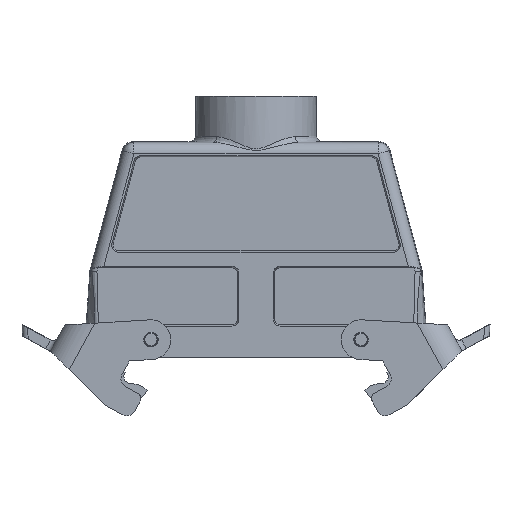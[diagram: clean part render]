
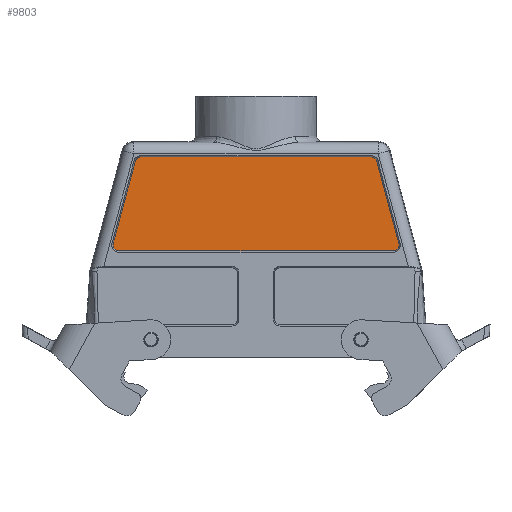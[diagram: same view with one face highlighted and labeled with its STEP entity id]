
A CAD part, front view. The second image highlights one B-rep face of the part: STEP entity #9803.
In plain terms, the highlighted planar face has unit normal (0, -1, 0).
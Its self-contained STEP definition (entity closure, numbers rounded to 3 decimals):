
#9728=CARTESIAN_POINT('',(0.0,-20.3,0.0));
#9729=DIRECTION('',(0.0,-1.0,0.0));
#9730=DIRECTION('',(0.0,0.0,-1.0));
#9731=AXIS2_PLACEMENT_3D('',#9728,#9729,#9730);
#9732=PLANE('',#9731);
#9733=CARTESIAN_POINT('',(-48.324,-20.3,28.287));
#9734=VERTEX_POINT('',#9733);
#9735=CARTESIAN_POINT('',(48.324,-20.3,28.287));
#9736=VERTEX_POINT('',#9735);
#9737=CARTESIAN_POINT('',(-48.324,-20.3,28.287));
#9738=DIRECTION('',(1.0,0.0,0.0));
#9739=VECTOR('',#9738,96.648);
#9740=LINE('',#9737,#9739);
#9741=EDGE_CURVE('',#9734,#9736,#9740,.T.);
#9742=ORIENTED_EDGE('',*,*,#9741,.T.);
#9743=CARTESIAN_POINT('',(50.317,-20.3,30.884));
#9744=VERTEX_POINT('',#9743);
#9745=CARTESIAN_POINT('',(48.324,-20.3,30.35));
#9746=DIRECTION('',(0.0,-1.0,0.0));
#9747=DIRECTION('',(0.0,0.0,-1.0));
#9748=AXIS2_PLACEMENT_3D('',#9745,#9746,#9747);
#9749=CIRCLE('',#9748,2.063);
#9750=EDGE_CURVE('',#9736,#9744,#9749,.T.);
#9751=ORIENTED_EDGE('',*,*,#9750,.T.);
#9752=CARTESIAN_POINT('',(42.546,-20.3,59.884));
#9753=VERTEX_POINT('',#9752);
#9754=CARTESIAN_POINT('',(42.546,-20.3,59.884));
#9755=DIRECTION('',(0.259,0.0,-0.966));
#9756=VECTOR('',#9755,30.023);
#9757=LINE('',#9754,#9756);
#9758=EDGE_CURVE('',#9753,#9744,#9757,.T.);
#9759=ORIENTED_EDGE('',*,*,#9758,.F.);
#9760=CARTESIAN_POINT('',(40.553,-20.3,61.413));
#9761=VERTEX_POINT('',#9760);
#9762=CARTESIAN_POINT('',(40.553,-20.3,59.35));
#9763=DIRECTION('',(0.0,1.0,0.0));
#9764=DIRECTION('',(0.0,0.0,-1.0));
#9765=AXIS2_PLACEMENT_3D('',#9762,#9763,#9764);
#9766=CIRCLE('',#9765,2.063);
#9767=EDGE_CURVE('',#9761,#9753,#9766,.T.);
#9768=ORIENTED_EDGE('',*,*,#9767,.F.);
#9769=CARTESIAN_POINT('',(-40.553,-20.3,61.413));
#9770=VERTEX_POINT('',#9769);
#9771=CARTESIAN_POINT('',(-40.553,-20.3,61.413));
#9772=DIRECTION('',(1.0,0.0,0.0));
#9773=VECTOR('',#9772,81.107);
#9774=LINE('',#9771,#9773);
#9775=EDGE_CURVE('',#9770,#9761,#9774,.T.);
#9776=ORIENTED_EDGE('',*,*,#9775,.F.);
#9777=CARTESIAN_POINT('',(-42.546,-20.3,59.884));
#9778=VERTEX_POINT('',#9777);
#9779=CARTESIAN_POINT('',(-40.553,-20.3,59.35));
#9780=DIRECTION('',(0.0,-1.0,0.0));
#9781=DIRECTION('',(0.0,0.0,-1.0));
#9782=AXIS2_PLACEMENT_3D('',#9779,#9780,#9781);
#9783=CIRCLE('',#9782,2.063);
#9784=EDGE_CURVE('',#9770,#9778,#9783,.T.);
#9785=ORIENTED_EDGE('',*,*,#9784,.T.);
#9786=CARTESIAN_POINT('',(-50.317,-20.3,30.884));
#9787=VERTEX_POINT('',#9786);
#9788=CARTESIAN_POINT('',(-42.546,-20.3,59.884));
#9789=DIRECTION('',(-0.259,0.0,-0.966));
#9790=VECTOR('',#9789,30.023);
#9791=LINE('',#9788,#9790);
#9792=EDGE_CURVE('',#9778,#9787,#9791,.T.);
#9793=ORIENTED_EDGE('',*,*,#9792,.T.);
#9794=CARTESIAN_POINT('',(-48.324,-20.3,30.35));
#9795=DIRECTION('',(0.0,-1.0,0.0));
#9796=DIRECTION('',(0.0,0.0,-1.0));
#9797=AXIS2_PLACEMENT_3D('',#9794,#9795,#9796);
#9798=CIRCLE('',#9797,2.063);
#9799=EDGE_CURVE('',#9787,#9734,#9798,.T.);
#9800=ORIENTED_EDGE('',*,*,#9799,.T.);
#9801=EDGE_LOOP('',(#9742,#9751,#9759,#9768,#9776,#9785,#9793,#9800));
#9802=FACE_OUTER_BOUND('',#9801,.T.);
#9803=ADVANCED_FACE('',(#9802),#9732,.T.);
